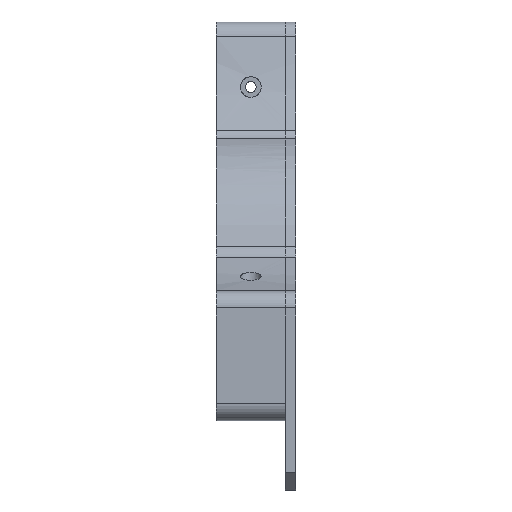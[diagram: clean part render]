
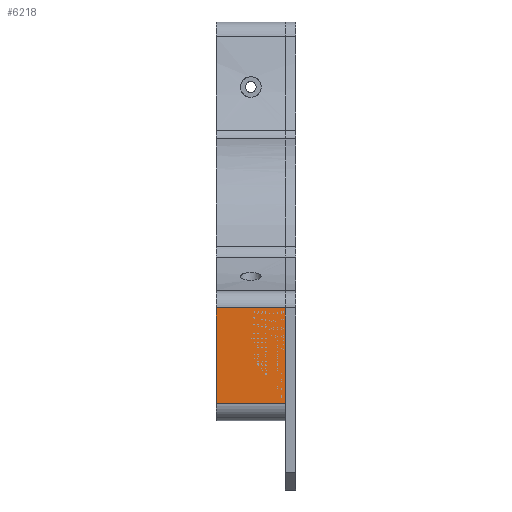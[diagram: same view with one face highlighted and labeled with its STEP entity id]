
A CAD part, left-side view. The second image highlights one B-rep face of the part: STEP entity #6218.
In plain terms, the highlighted planar face has unit normal (-1, 0, 0).
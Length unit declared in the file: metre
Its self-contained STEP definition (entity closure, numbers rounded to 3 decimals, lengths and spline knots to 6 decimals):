
#31=PLANE('',#6613);
#740=ORIENTED_EDGE('',*,*,#2462,.T.);
#741=ORIENTED_EDGE('',*,*,#2550,.T.);
#742=ORIENTED_EDGE('',*,*,#2508,.F.);
#743=ORIENTED_EDGE('',*,*,#2551,.T.);
#2462=EDGE_CURVE('',#3380,#3379,#3980,.T.);
#2508=EDGE_CURVE('',#3417,#3418,#4002,.T.);
#2550=EDGE_CURVE('',#3379,#3418,#4020,.T.);
#2551=EDGE_CURVE('',#3417,#3380,#4021,.F.);
#3379=VERTEX_POINT('',#8962);
#3380=VERTEX_POINT('',#8964);
#3417=VERTEX_POINT('',#9224);
#3418=VERTEX_POINT('',#9225);
#3980=LINE('',#8963,#4650);
#4002=LINE('',#9223,#4672);
#4020=LINE('',#9469,#4690);
#4021=LINE('',#9470,#4691);
#4650=VECTOR('',#7053,1.);
#4672=VECTOR('',#7111,1.);
#4690=VECTOR('',#7163,1.);
#4691=VECTOR('',#7164,1.);
#5327=EDGE_LOOP('',(#740,#741,#742,#743));
#5755=FACE_BOUND('',#5327,.T.);
#6218=ADVANCED_FACE('',(#5755),#31,.T.);
#6613=AXIS2_PLACEMENT_3D('',#9468,#7161,#7162);
#7053=DIRECTION('',(0.,0.,1.));
#7111=DIRECTION('',(0.,0.,1.));
#7161=DIRECTION('',(-1.,0.,0.));
#7162=DIRECTION('',(0.,0.,1.));
#7163=DIRECTION('',(0.,1.,0.));
#7164=DIRECTION('',(0.,1.,0.));
#8962=CARTESIAN_POINT('',(-0.0575,-0.02,-0.024991));
#8963=CARTESIAN_POINT('',(-0.0575,-0.02,-0.0275));
#8964=CARTESIAN_POINT('',(-0.0575,-0.02,-0.0525));
#9223=CARTESIAN_POINT('',(-0.0575,0.,-0.0275));
#9224=CARTESIAN_POINT('',(-0.0575,0.,-0.0525));
#9225=CARTESIAN_POINT('',(-0.0575,0.,-0.024991));
#9468=CARTESIAN_POINT('',(-0.0575,-0.02,-0.0275));
#9469=CARTESIAN_POINT('',(-0.0575,-0.02,-0.024991));
#9470=CARTESIAN_POINT('',(-0.0575,-0.02,-0.0525));
